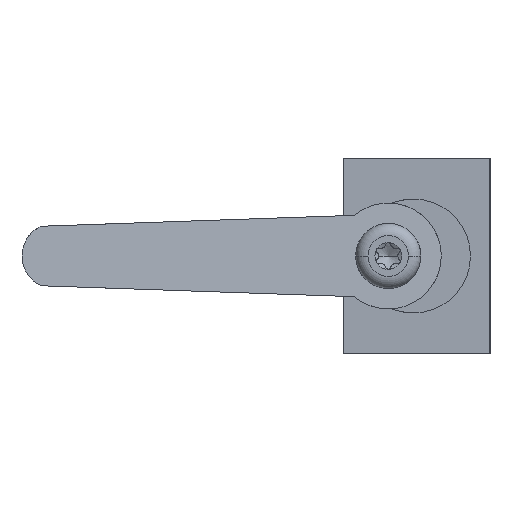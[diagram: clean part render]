
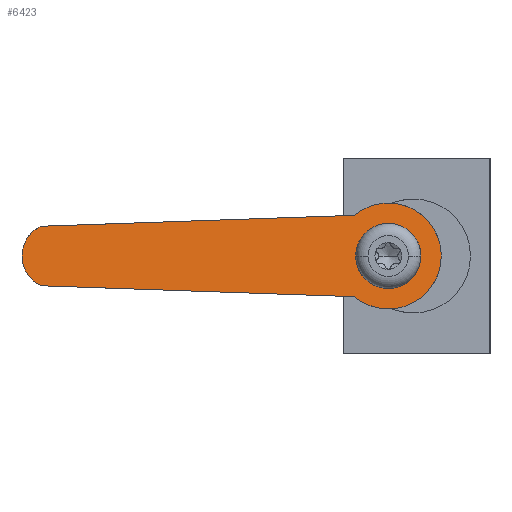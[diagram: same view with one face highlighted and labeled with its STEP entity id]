
A CAD part, left-side view. The second image highlights one B-rep face of the part: STEP entity #6423.
In plain terms, the highlighted planar face has unit normal (-0.966, -0.259, 0).
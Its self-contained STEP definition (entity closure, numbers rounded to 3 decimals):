
#717=CARTESIAN_POINT('',(-33.864,55.124,-15.657));
#718=CARTESIAN_POINT('',(-33.956,55.467,-15.504));
#719=CARTESIAN_POINT('',(-34.081,55.936,-15.2));
#720=CARTESIAN_POINT('',(-34.215,56.436,-14.742));
#721=CARTESIAN_POINT('',(-34.313,56.799,-14.285));
#722=CARTESIAN_POINT('',(-34.41,57.162,-13.676));
#723=CARTESIAN_POINT('',(-34.482,57.432,-12.914));
#724=CARTESIAN_POINT('',(-34.51,57.535,-12.));
#725=CARTESIAN_POINT('',(-34.482,57.432,-11.086));
#726=CARTESIAN_POINT('',(-34.41,57.162,-10.324));
#727=CARTESIAN_POINT('',(-34.313,56.799,-9.715));
#728=CARTESIAN_POINT('',(-34.215,56.436,-9.258));
#729=CARTESIAN_POINT('',(-34.081,55.936,-8.8));
#730=CARTESIAN_POINT('',(-33.956,55.467,-8.496));
#731=CARTESIAN_POINT('',(-33.864,55.124,-8.343));
#733=DIRECTION('',(0.259,-0.965,0.034));
#734=VECTOR('',#733,39.85);
#735=CARTESIAN_POINT('',(-33.864,55.124,-8.343));
#736=LINE('',#735,#734);
#737=CARTESIAN_POINT('',(-23.555,16.653,-7.));
#738=CARTESIAN_POINT('',(-23.438,16.214,-6.635));
#739=CARTESIAN_POINT('',(-23.236,15.462,-6.178));
#740=CARTESIAN_POINT('',(-22.969,14.465,-5.777));
#741=CARTESIAN_POINT('',(-22.726,13.557,-5.566));
#742=CARTESIAN_POINT('',(-22.423,12.427,-5.46));
#743=CARTESIAN_POINT('',(-22.077,11.134,-5.587));
#744=CARTESIAN_POINT('',(-21.701,9.732,-6.058));
#745=CARTESIAN_POINT('',(-21.362,8.468,-6.829));
#746=CARTESIAN_POINT('',(-21.113,7.538,-7.738));
#747=CARTESIAN_POINT('',(-20.94,6.891,-8.675));
#748=CARTESIAN_POINT('',(-20.826,6.468,-9.51));
#749=CARTESIAN_POINT('',(-20.737,6.133,-10.538));
#750=CARTESIAN_POINT('',(-20.701,6.,-11.417));
#751=CARTESIAN_POINT('',(-20.701,6.,-12.));
#753=CARTESIAN_POINT('',(-20.701,6.,-12.));
#754=CARTESIAN_POINT('',(-20.701,6.,-12.583));
#755=CARTESIAN_POINT('',(-20.737,6.133,-13.462));
#756=CARTESIAN_POINT('',(-20.826,6.468,-14.49));
#757=CARTESIAN_POINT('',(-20.94,6.891,-15.325));
#758=CARTESIAN_POINT('',(-21.113,7.538,-16.262));
#759=CARTESIAN_POINT('',(-21.362,8.468,-17.171));
#760=CARTESIAN_POINT('',(-21.701,9.732,-17.942));
#761=CARTESIAN_POINT('',(-22.077,11.134,-18.413));
#762=CARTESIAN_POINT('',(-22.423,12.427,-18.54));
#763=CARTESIAN_POINT('',(-22.726,13.557,-18.434));
#764=CARTESIAN_POINT('',(-22.969,14.465,-18.223));
#765=CARTESIAN_POINT('',(-23.236,15.462,-17.822));
#766=CARTESIAN_POINT('',(-23.438,16.214,-17.365));
#767=CARTESIAN_POINT('',(-23.555,16.653,-17.));
#769=CARTESIAN_POINT('',(-23.5,16.446,-12.652));
#770=CARTESIAN_POINT('',(-23.485,16.392,-12.98));
#771=CARTESIAN_POINT('',(-23.432,16.191,-13.701));
#772=CARTESIAN_POINT('',(-23.225,15.421,-14.874));
#773=CARTESIAN_POINT('',(-22.852,14.029,-15.84));
#774=CARTESIAN_POINT('',(-22.352,12.161,-16.135));
#775=CARTESIAN_POINT('',(-21.871,10.365,-15.539));
#776=CARTESIAN_POINT('',(-21.545,9.15,-14.359));
#777=CARTESIAN_POINT('',(-21.418,8.675,-13.292));
#778=CARTESIAN_POINT('',(-21.376,8.521,-12.515));
#779=CARTESIAN_POINT('',(-21.368,8.49,-12.));
#780=CARTESIAN_POINT('',(-21.376,8.521,-11.485));
#781=CARTESIAN_POINT('',(-21.418,8.675,-10.708));
#782=CARTESIAN_POINT('',(-21.545,9.15,-9.641));
#783=CARTESIAN_POINT('',(-21.871,10.365,-8.461));
#784=CARTESIAN_POINT('',(-22.352,12.161,-7.865));
#785=CARTESIAN_POINT('',(-22.852,14.029,-8.16));
#786=CARTESIAN_POINT('',(-23.225,15.421,-9.126));
#787=CARTESIAN_POINT('',(-23.432,16.191,-10.299));
#788=CARTESIAN_POINT('',(-23.485,16.392,-11.02));
#789=CARTESIAN_POINT('',(-23.5,16.446,-11.348));
#791=CARTESIAN_POINT('',(-23.5,16.446,-11.348));
#792=CARTESIAN_POINT('',(-23.503,16.458,-11.42));
#793=CARTESIAN_POINT('',(-23.508,16.478,-11.564));
#794=CARTESIAN_POINT('',(-23.513,16.496,-11.781));
#795=CARTESIAN_POINT('',(-23.514,16.5,-11.927));
#796=CARTESIAN_POINT('',(-23.514,16.5,-12.));
#798=CARTESIAN_POINT('',(-23.514,16.5,-12.));
#799=CARTESIAN_POINT('',(-23.514,16.5,-12.073));
#800=CARTESIAN_POINT('',(-23.513,16.496,-12.219));
#801=CARTESIAN_POINT('',(-23.508,16.478,-12.436));
#802=CARTESIAN_POINT('',(-23.503,16.458,-12.58));
#803=CARTESIAN_POINT('',(-23.5,16.446,-12.652));
#805=DIRECTION('',(0.259,-0.965,-0.034));
#806=VECTOR('',#805,39.85);
#807=CARTESIAN_POINT('',(-33.864,55.124,-15.657));
#808=LINE('',#807,#806);
#4333=CARTESIAN_POINT('',(-33.864,55.124,
-15.657));
#4334=CARTESIAN_POINT('',(-23.555,16.653,-17.));
#4335=VERTEX_POINT('',#4333);
#4336=VERTEX_POINT('',#4334);
#4342=VERTEX_POINT('',#753);
#4343=VERTEX_POINT('',#737);
#4344=CARTESIAN_POINT('',(-33.864,55.124,
-8.343));
#4345=VERTEX_POINT('',#4344);
#4346=VERTEX_POINT('',#769);
#4347=VERTEX_POINT('',#789);
#4348=VERTEX_POINT('',#798);
#6399=CARTESIAN_POINT('',(-27.601,31.751,
-12.));
#6400=DIRECTION('',(0.966,0.259,0.));
#6401=DIRECTION('',(-0.259,0.966,0.));
#6402=AXIS2_PLACEMENT_3D('',#6399,#6400,#6401);
#6403=PLANE('',#6402);
#6405=ORIENTED_EDGE('',*,*,#6404,.F.);
#6407=ORIENTED_EDGE('',*,*,#6406,.T.);
#6409=ORIENTED_EDGE('',*,*,#6408,.T.);
#6411=ORIENTED_EDGE('',*,*,#6410,.T.);
#6412=ORIENTED_EDGE('',*,*,#6385,.T.);
#6413=EDGE_LOOP('',(#6405,#6407,#6409,#6411,#6412));
#6414=FACE_OUTER_BOUND('',#6413,.F.);
#6416=ORIENTED_EDGE('',*,*,#6415,.T.);
#6418=ORIENTED_EDGE('',*,*,#6417,.T.);
#6420=ORIENTED_EDGE('',*,*,#6419,.T.);
#6421=EDGE_LOOP('',(#6416,#6418,#6420));
#6422=FACE_BOUND('',#6421,.F.);
#6423=ADVANCED_FACE('',(#6414,#6422),#6403,.F.);
#732=B_SPLINE_CURVE_WITH_KNOTS('',3,(#717,#718,#719,#720,#721,#722,#723,#724,
#725,#726,#727,#728,#729,#730,#731),.UNSPECIFIED.,.F.,.F.,(4,1,1,1,1,1,1,1,1,1,
1,1,4),(0.,0.063,0.125,0.188,0.25,0.375,0.5,0.625,0.75,
0.813,0.875,0.938,1.),.UNSPECIFIED.);
#752=B_SPLINE_CURVE_WITH_KNOTS('',3,(#737,#738,#739,#740,#741,#742,#743,#744,
#745,#746,#747,#748,#749,#750,#751),.UNSPECIFIED.,.F.,.F.,(4,1,1,1,1,1,1,1,1,1,
1,1,4),(0.,0.063,0.125,0.188,0.25,0.375,0.5,0.625,0.75,
0.813,0.875,0.938,1.),.UNSPECIFIED.);
#768=B_SPLINE_CURVE_WITH_KNOTS('',3,(#753,#754,#755,#756,#757,#758,#759,#760,
#761,#762,#763,#764,#765,#766,#767),.UNSPECIFIED.,.F.,.F.,(4,1,1,1,1,1,1,1,1,1,
1,1,4),(0.,0.063,0.125,0.188,0.25,0.375,0.5,0.625,0.75,
0.813,0.875,0.938,1.),.UNSPECIFIED.);
#790=B_SPLINE_CURVE_WITH_KNOTS('',3,(#769,#770,#771,#772,#773,#774,#775,#776,
#777,#778,#779,#780,#781,#782,#783,#784,#785,#786,#787,#788,#789),.UNSPECIFIED.,
.F.,.F.,(4,1,1,1,1,1,1,1,1,1,1,1,1,1,1,1,1,1,4),(0.,0.063,0.125,0.188,
0.25,0.313,0.375,0.438,0.469,0.5,0.531,0.563,0.625,
0.688,0.75,0.813,0.875,0.938,1.),.UNSPECIFIED.);
#797=B_SPLINE_CURVE_WITH_KNOTS('',3,(#791,#792,#793,#794,#795,#796),
.UNSPECIFIED.,.F.,.F.,(4,1,1,4),(0.,0.333,0.667,1.),
.UNSPECIFIED.);
#804=B_SPLINE_CURVE_WITH_KNOTS('',3,(#798,#799,#800,#801,#802,#803),
.UNSPECIFIED.,.F.,.F.,(4,1,1,4),(0.,0.333,0.667,1.),
.UNSPECIFIED.);
#6385=EDGE_CURVE('',#4342,#4336,#768,.T.);
#6404=EDGE_CURVE('',#4335,#4336,#808,.T.);
#6406=EDGE_CURVE('',#4335,#4345,#732,.T.);
#6408=EDGE_CURVE('',#4345,#4343,#736,.T.);
#6410=EDGE_CURVE('',#4343,#4342,#752,.T.);
#6415=EDGE_CURVE('',#4346,#4347,#790,.T.);
#6417=EDGE_CURVE('',#4347,#4348,#797,.T.);
#6419=EDGE_CURVE('',#4348,#4346,#804,.T.);
